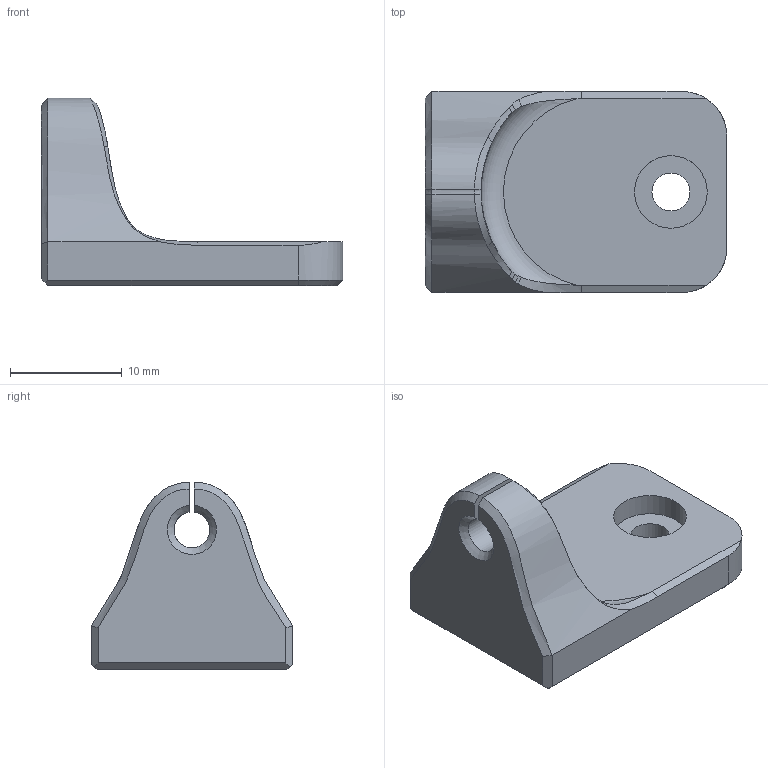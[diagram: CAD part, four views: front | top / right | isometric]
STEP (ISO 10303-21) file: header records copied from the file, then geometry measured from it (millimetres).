
FILE_DESCRIPTION(/* description */ (''),/* implementation_level */ '2;1');
FILE_NAME(/* name */ 'thermistor_holder_zero.step',/* time_stamp */ '2022-04-03T18:48:38+01:00',/* author */ (''),/* organization */ (''),/* preprocessor_version */ 'ST-DEVELOPER v18.1',/* originating_system */ 'Autodesk Translation Framework v10.14.0.1471',/* authorisation */ '');
FILE_SCHEMA (('AUTOMOTIVE_DESIGN { 1 0 10303 214 3 1 1 }'));
Length unit declared in the file: millimetre
Products named in the file (1): extrusion_thermistor_holder+elongate
Bounding box: 27 x 18 x 16.78 mm (x, y, z)
Volume: 2565 mm3; surface area: 1716.8 mm2
Topology: 1 solids, 1 shells, 43 faces, 112 edges, 72 vertices
Faces by surface type: bspline 18, plane 15, cylinder 6, cone 3, torus 1
Full cylindrical faces by diameter (mm): 3.4 x1, 6.5 x1
Entity records: 4111 total; most frequent: CARTESIAN_POINT 3132, ORIENTED_EDGE 224, DIRECTION 140, EDGE_CURVE 112, VERTEX_POINT 72, LINE 58, VECTOR 58, EDGE_LOOP 46
